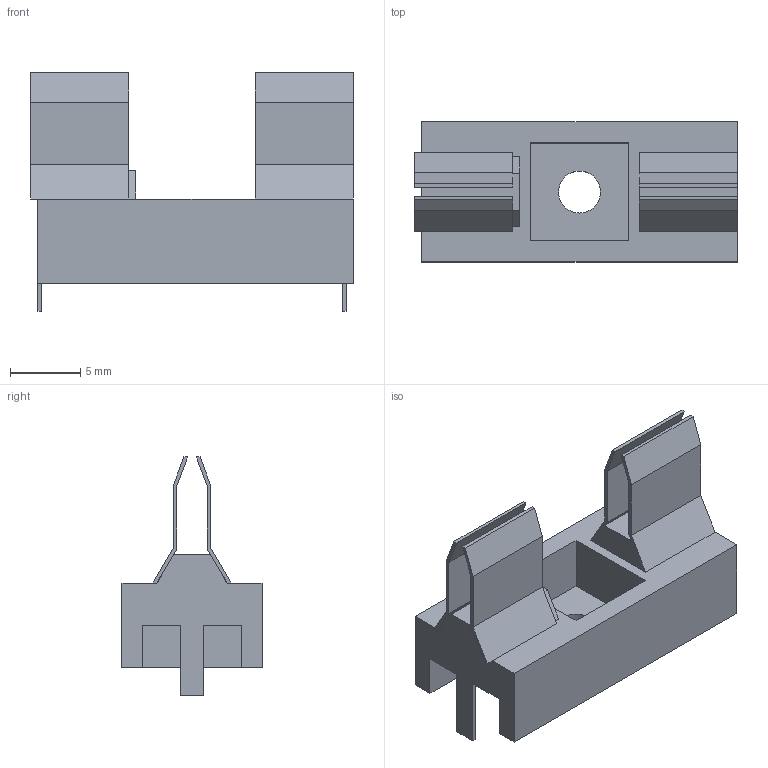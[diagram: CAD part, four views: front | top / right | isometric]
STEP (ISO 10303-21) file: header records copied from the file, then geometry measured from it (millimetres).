
FILE_DESCRIPTION (( 'STEP AP214' ), '1' );
FILE_NAME ('FUSE26-10.STEP', '2012-04-02T16:13:45', ( '微软用户' ), ( '微软中国' ), 'SwSTEP 2.0', 'SolidWorks 2011', '' );
FILE_SCHEMA (( 'AUTOMOTIVE_DESIGN' ));
Length unit declared in the file: millimetre
Products named in the file (1): FUSE26-10
Bounding box: 23 x 10 x 17 mm (x, y, z)
Volume: 1076.8 mm3; surface area: 1553.2 mm2
Topology: 1 solids, 1 shells, 70 faces, 196 edges, 130 vertices
Faces by surface type: plane 68, cylinder 2
Entity records: 2994 total; most frequent: CARTESIAN_POINT 397, ORIENTED_EDGE 392, DIRECTION 342, EDGE_CURVE 196, VECTOR 192, LINE 192, VERTEX_POINT 130, AXIS2_PLACEMENT_3D 75
